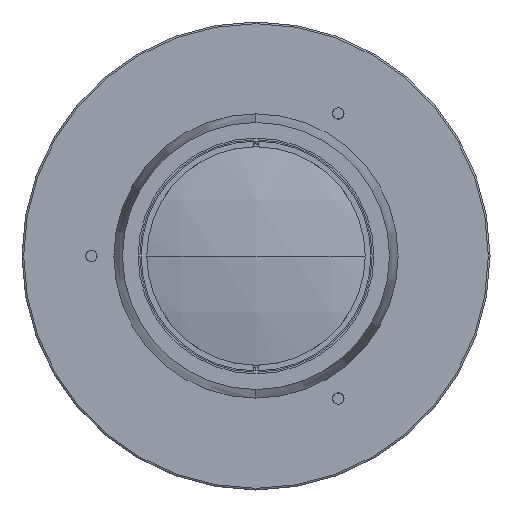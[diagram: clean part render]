
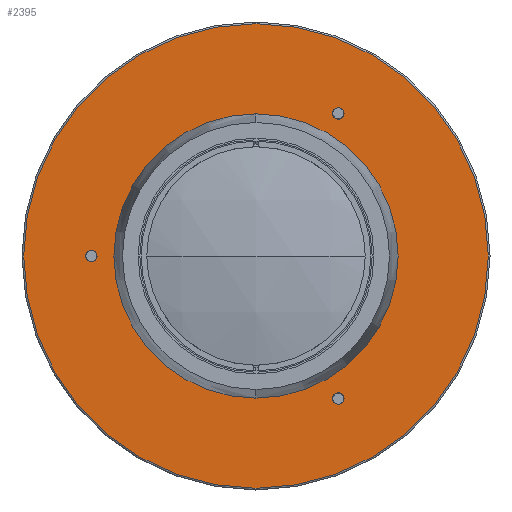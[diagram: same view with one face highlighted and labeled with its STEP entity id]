
A CAD part, left-side view. The second image highlights one B-rep face of the part: STEP entity #2395.
In plain terms, the highlighted planar face has unit normal (-1, 0, 0).
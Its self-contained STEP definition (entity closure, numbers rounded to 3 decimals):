
#8 = CARTESIAN_POINT ( 'NONE',  ( 246.724, 0., 0. ) ) ;
#58 = VERTEX_POINT ( 'NONE', #3943 ) ;
#108 = DIRECTION ( 'NONE',  ( 0., 0., -1. ) ) ;
#132 = DIRECTION ( 'NONE',  ( 0., 0., -1. ) ) ;
#210 = AXIS2_PLACEMENT_3D ( 'NONE', #3734, #1434, #2660 ) ;
#252 = DIRECTION ( 'NONE',  ( 0., 0., -1. ) ) ;
#271 = DIRECTION ( 'NONE',  ( 1., 0., 0. ) ) ;
#397 = DIRECTION ( 'NONE',  ( 1., 0., 0. ) ) ;
#432 = CIRCLE ( 'NONE', #1347, 1.65 ) ;
#434 = DIRECTION ( 'NONE',  ( 1., 0., 0. ) ) ;
#516 = AXIS2_PLACEMENT_3D ( 'NONE', #2046, #434, #2267 ) ;
#518 = CARTESIAN_POINT ( 'NONE',  ( 246.724, 0., 0. ) ) ;
#520 = ORIENTED_EDGE ( 'NONE', *, *, #2918, .F. ) ;
#546 = EDGE_LOOP ( 'NONE', ( #3809, #2337 ) ) ;
#606 = CARTESIAN_POINT ( 'NONE',  ( 246.724, 0., -40. ) ) ;
#613 = DIRECTION ( 'NONE',  ( 1., 0., 0. ) ) ;
#647 = DIRECTION ( 'NONE',  ( -1., 0., 0. ) ) ;
#690 = ORIENTED_EDGE ( 'NONE', *, *, #1498, .T. ) ;
#695 = FACE_BOUND ( 'NONE', #546, .T. ) ;
#712 = CARTESIAN_POINT ( 'NONE',  ( 246.724, -22.321, -41.961 ) ) ;
#726 = EDGE_LOOP ( 'NONE', ( #1331, #2511 ) ) ;
#742 = EDGE_CURVE ( 'NONE', #1156, #1742, #911, .T. ) ;
#749 = CIRCLE ( 'NONE', #3304, 67. ) ;
#759 = DIRECTION ( 'NONE',  ( 1., 0., 0. ) ) ;
#783 = CARTESIAN_POINT ( 'NONE',  ( 246.724, -23.75, -41.136 ) ) ;
#894 = EDGE_CURVE ( 'NONE', #58, #2431, #2071, .T. ) ;
#911 = CIRCLE ( 'NONE', #3783, 67. ) ;
#928 = EDGE_LOOP ( 'NONE', ( #1289, #520 ) ) ;
#949 = CARTESIAN_POINT ( 'NONE',  ( 246.724, 47.5, -1.65 ) ) ;
#1026 = AXIS2_PLACEMENT_3D ( 'NONE', #3346, #2178, #1783 ) ;
#1156 = VERTEX_POINT ( 'NONE', #2966 ) ;
#1180 = CIRCLE ( 'NONE', #516, 1.65 ) ;
#1195 = EDGE_CURVE ( 'NONE', #1742, #1156, #749, .T. ) ;
#1250 = FACE_BOUND ( 'NONE', #928, .T. ) ;
#1282 = CARTESIAN_POINT ( 'NONE',  ( 246.724, 47.5, 1.65 ) ) ;
#1289 = ORIENTED_EDGE ( 'NONE', *, *, #894, .F. ) ;
#1326 = CARTESIAN_POINT ( 'NONE',  ( 246.724, -23.75, 41.136 ) ) ;
#1331 = ORIENTED_EDGE ( 'NONE', *, *, #2654, .T. ) ;
#1347 = AXIS2_PLACEMENT_3D ( 'NONE', #2990, #613, #1818 ) ;
#1384 = DIRECTION ( 'NONE',  ( 0., 0., 1. ) ) ;
#1434 = DIRECTION ( 'NONE',  ( 1., 0., 0. ) ) ;
#1482 = CARTESIAN_POINT ( 'NONE',  ( 246.724, 40., 0. ) ) ;
#1498 = EDGE_CURVE ( 'NONE', #1888, #2310, #1829, .T. ) ;
#1502 = VERTEX_POINT ( 'NONE', #3515 ) ;
#1503 = AXIS2_PLACEMENT_3D ( 'NONE', #783, #271, #1920 ) ;
#1557 = CARTESIAN_POINT ( 'NONE',  ( 246.724, -25.179, -40.311 ) ) ;
#1707 = CARTESIAN_POINT ( 'NONE',  ( 246.724, 0., -67. ) ) ;
#1742 = VERTEX_POINT ( 'NONE', #1707 ) ;
#1783 = DIRECTION ( 'NONE',  ( 0., -0.866, 0.5 ) ) ;
#1818 = DIRECTION ( 'NONE',  ( 0., 0.866, 0.5 ) ) ;
#1829 = CIRCLE ( 'NONE', #210, 1.65 ) ;
#1888 = VERTEX_POINT ( 'NONE', #949 ) ;
#1920 = DIRECTION ( 'NONE',  ( 0., -0.866, 0.5 ) ) ;
#1945 = DIRECTION ( 'NONE',  ( -1., 0., 0. ) ) ;
#2046 = CARTESIAN_POINT ( 'NONE',  ( 246.724, 47.5, 0. ) ) ;
#2067 = EDGE_CURVE ( 'NONE', #3156, #3577, #3328, .T. ) ;
#2071 = CIRCLE ( 'NONE', #3277, 40. ) ;
#2105 = CARTESIAN_POINT ( 'NONE',  ( 246.724, 0., 0. ) ) ;
#2169 = AXIS2_PLACEMENT_3D ( 'NONE', #1482, #759, #132 ) ;
#2178 = DIRECTION ( 'NONE',  ( 1., 0., 0. ) ) ;
#2200 = CIRCLE ( 'NONE', #2483, 1.65 ) ;
#2267 = DIRECTION ( 'NONE',  ( 0., 0., -1. ) ) ;
#2275 = FACE_BOUND ( 'NONE', #3164, .T. ) ;
#2310 = VERTEX_POINT ( 'NONE', #1282 ) ;
#2337 = ORIENTED_EDGE ( 'NONE', *, *, #2784, .T. ) ;
#2373 = DIRECTION ( 'NONE',  ( -1., 0., 0. ) ) ;
#2395 = ADVANCED_FACE ( 'NONE', ( #695, #3129, #2275, #3579, #1250 ), #3204, .F. ) ;
#2431 = VERTEX_POINT ( 'NONE', #606 ) ;
#2483 = AXIS2_PLACEMENT_3D ( 'NONE', #1326, #397, #3533 ) ;
#2511 = ORIENTED_EDGE ( 'NONE', *, *, #2067, .T. ) ;
#2569 = DIRECTION ( 'NONE',  ( -1., 0., 0. ) ) ;
#2621 = CARTESIAN_POINT ( 'NONE',  ( 246.724, -25.179, 40.311 ) ) ;
#2654 = EDGE_CURVE ( 'NONE', #3577, #3156, #2888, .T. ) ;
#2660 = DIRECTION ( 'NONE',  ( 0., 0., -1. ) ) ;
#2672 = CARTESIAN_POINT ( 'NONE',  ( 246.724, 0., 0. ) ) ;
#2691 = CIRCLE ( 'NONE', #3727, 40. ) ;
#2784 = EDGE_CURVE ( 'NONE', #3281, #1502, #432, .T. ) ;
#2888 = CIRCLE ( 'NONE', #1503, 1.65 ) ;
#2918 = EDGE_CURVE ( 'NONE', #2431, #58, #2691, .T. ) ;
#2922 = ORIENTED_EDGE ( 'NONE', *, *, #742, .T. ) ;
#2965 = ORIENTED_EDGE ( 'NONE', *, *, #3418, .T. ) ;
#2966 = CARTESIAN_POINT ( 'NONE',  ( 246.724, 0., 67. ) ) ;
#2990 = CARTESIAN_POINT ( 'NONE',  ( 246.724, -23.75, 41.136 ) ) ;
#3129 = FACE_BOUND ( 'NONE', #726, .T. ) ;
#3156 = VERTEX_POINT ( 'NONE', #712 ) ;
#3164 = EDGE_LOOP ( 'NONE', ( #690, #2965 ) ) ;
#3204 = PLANE ( 'NONE',  #2169 ) ;
#3277 = AXIS2_PLACEMENT_3D ( 'NONE', #2672, #2569, #1384 ) ;
#3281 = VERTEX_POINT ( 'NONE', #2621 ) ;
#3304 = AXIS2_PLACEMENT_3D ( 'NONE', #8, #647, #252 ) ;
#3328 = CIRCLE ( 'NONE', #1026, 1.65 ) ;
#3346 = CARTESIAN_POINT ( 'NONE',  ( 246.724, -23.75, -41.136 ) ) ;
#3418 = EDGE_CURVE ( 'NONE', #2310, #1888, #1180, .T. ) ;
#3515 = CARTESIAN_POINT ( 'NONE',  ( 246.724, -22.321, 41.961 ) ) ;
#3533 = DIRECTION ( 'NONE',  ( 0., 0.866, 0.5 ) ) ;
#3577 = VERTEX_POINT ( 'NONE', #1557 ) ;
#3579 = FACE_OUTER_BOUND ( 'NONE', #3639, .T. ) ;
#3639 = EDGE_LOOP ( 'NONE', ( #3954, #2922 ) ) ;
#3727 = AXIS2_PLACEMENT_3D ( 'NONE', #2105, #2373, #3821 ) ;
#3734 = CARTESIAN_POINT ( 'NONE',  ( 246.724, 47.5, 0. ) ) ;
#3783 = AXIS2_PLACEMENT_3D ( 'NONE', #518, #1945, #108 ) ;
#3809 = ORIENTED_EDGE ( 'NONE', *, *, #3987, .T. ) ;
#3821 = DIRECTION ( 'NONE',  ( 0., 0., 1. ) ) ;
#3943 = CARTESIAN_POINT ( 'NONE',  ( 246.724, 0., 40. ) ) ;
#3954 = ORIENTED_EDGE ( 'NONE', *, *, #1195, .T. ) ;
#3987 = EDGE_CURVE ( 'NONE', #1502, #3281, #2200, .T. ) ;
